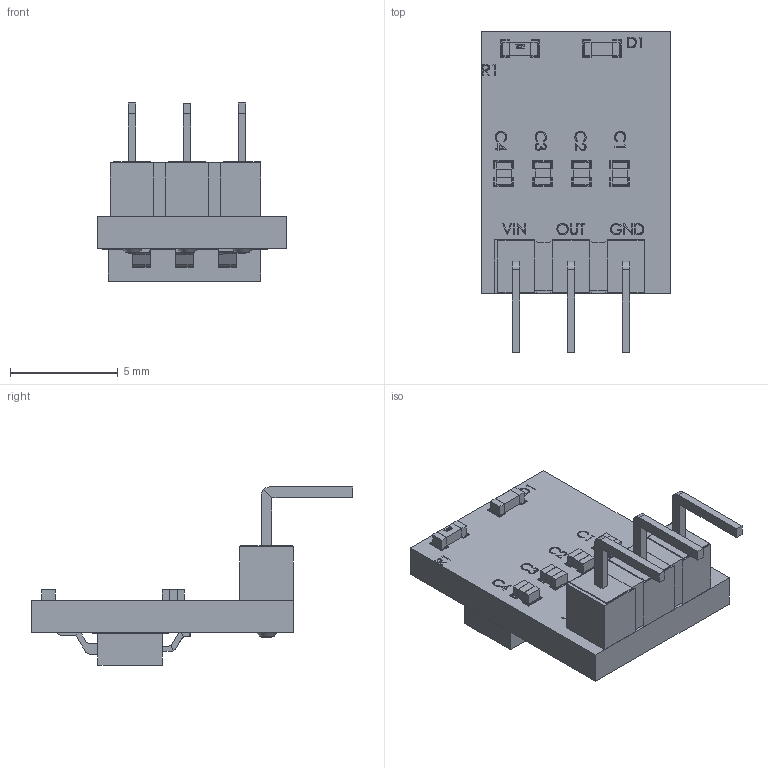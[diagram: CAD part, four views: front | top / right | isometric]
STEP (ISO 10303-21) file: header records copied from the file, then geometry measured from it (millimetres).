
FILE_DESCRIPTION(/* description */ (''),/* implementation_level */ '2;1');
FILE_NAME(/* name */ 'Regulador AMS1117 5V a 3.step',/* time_stamp */ '2019-10-30T15:11:47-06:00',/* author */ (''),/* organization */ (''),/* preprocessor_version */ 'ST-DEVELOPER v18',/* originating_system */ 'Autodesk Translation Framework v8.6.0.1094',/* authorisation */ '');
FILE_SCHEMA (('AUTOMOTIVE_DESIGN { 1 0 10303 214 3 1 1 }'));
Length unit declared in the file: millimetre
Products named in the file (1): (Unsaved)
Bounding box: 8.8 x 14.95 x 8.28 mm (x, y, z)
Volume: 245.3 mm3; surface area: 420.4 mm2
Topology: 1 solids, 1 shells, 413 faces, 1321 edges, 988 vertices
Faces by surface type: plane 395, cylinder 15, cone 3
Entity records: 20699 total; most frequent: CARTESIAN_POINT 8567, ORIENTED_EDGE 2642, DIRECTION 2073, EDGE_CURVE 1321, LINE 1125, VECTOR 1125, VERTEX_POINT 988, EDGE_LOOP 499
